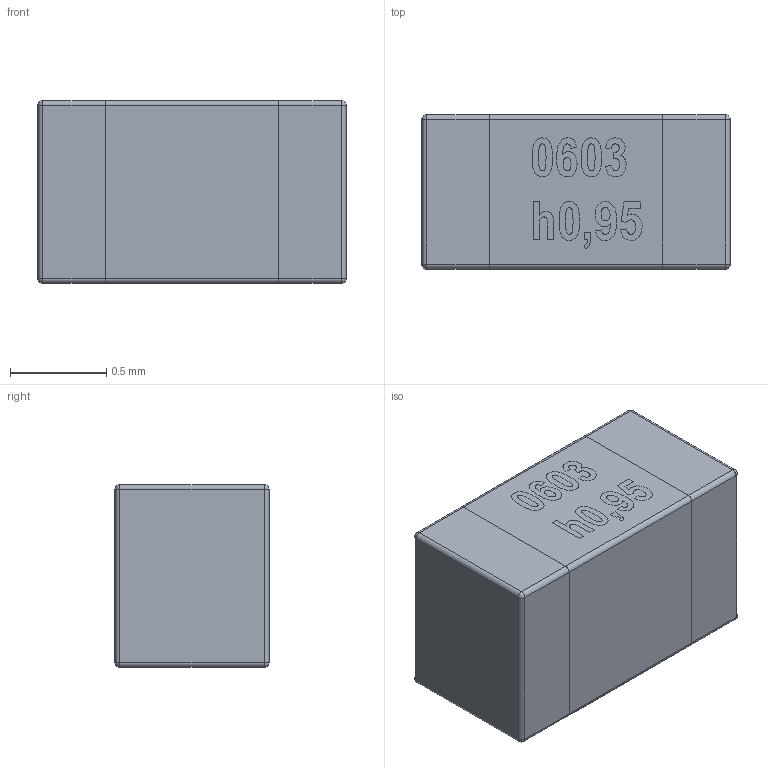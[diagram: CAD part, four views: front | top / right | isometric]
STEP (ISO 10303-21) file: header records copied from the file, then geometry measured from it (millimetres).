
FILE_DESCRIPTION (( 'STEP AP214' ), '1' );
FILE_NAME ('c_0603-h0.95.STEP', '2024-11-21T18:17:50', ( '' ), ( '' ), 'SwSTEP 2.0', 'SolidWorks 2021', '' );
FILE_SCHEMA (( 'AUTOMOTIVE_DESIGN' ));
Length unit declared in the file: millimetre
Products named in the file (1): c_0603-h0.95
Bounding box: 1.6 x 0.8 x 0.95 mm (x, y, z)
Volume: 1.2 mm3; surface area: 10 mm2
Topology: 3 solids, 3 shells, 60 faces, 209 edges, 161 vertices
Faces by surface type: plane 32, cylinder 20, sphere 8
Entity records: 3797 total; most frequent: CARTESIAN_POINT 1639, ORIENTED_EDGE 402, DIRECTION 283, EDGE_CURVE 201, VERTEX_POINT 161, AXIS2_PLACEMENT_3D 101, LINE 81, VECTOR 81
